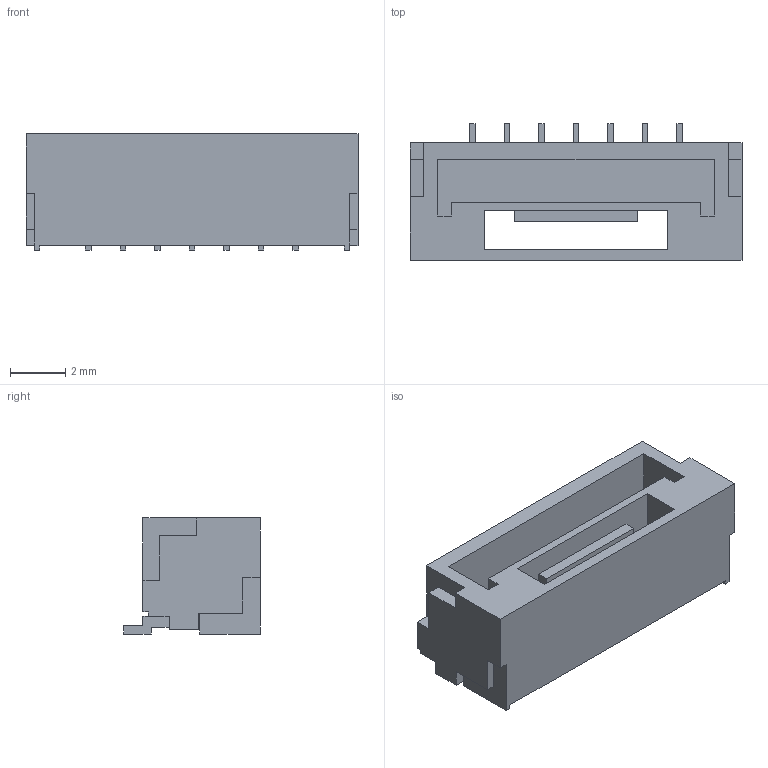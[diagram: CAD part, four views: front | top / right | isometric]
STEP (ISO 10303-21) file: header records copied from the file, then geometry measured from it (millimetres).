
FILE_DESCRIPTION(('FreeCAD Model'),'2;1');
FILE_NAME('BM07B-GHS.step','2018-07-12T09:37:38',( 'kicad StepUp'),('ksu MCAD'),'Open CASCADE STEP processor 7.3', 'FreeCAD','Unknown');
FILE_SCHEMA(('AUTOMOTIVE_DESIGN_CC2 { 1 2 10303 214 -1 1 5 4 }'));
Length unit declared in the file: millimetre
Products named in the file (1): BM07B-GHS
Bounding box: 12 x 4.95 x 4.2 mm (x, y, z)
Volume: 120.5 mm3; surface area: 363.3 mm2
Topology: 1 solids, 1 shells, 126 faces, 350 edges, 228 vertices
Faces by surface type: plane 126
Entity records: 8501 total; most frequent: CARTESIAN_POINT 1405, DIRECTION 1304, LINE 1050, VECTOR 1050, ORIENTED_EDGE 700, PCURVE 700, DEFINITIONAL_REPRESENTATION 700, EDGE_CURVE 350
